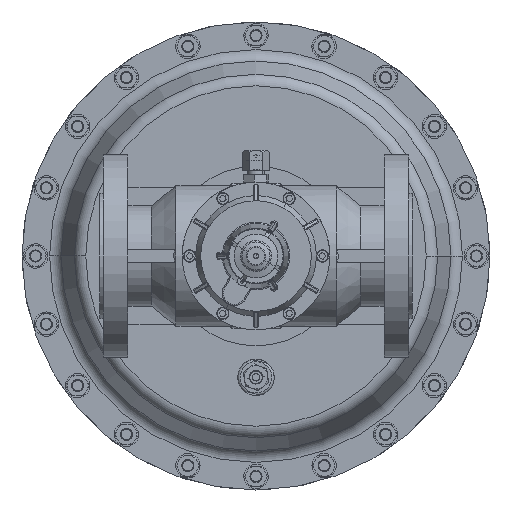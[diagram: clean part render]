
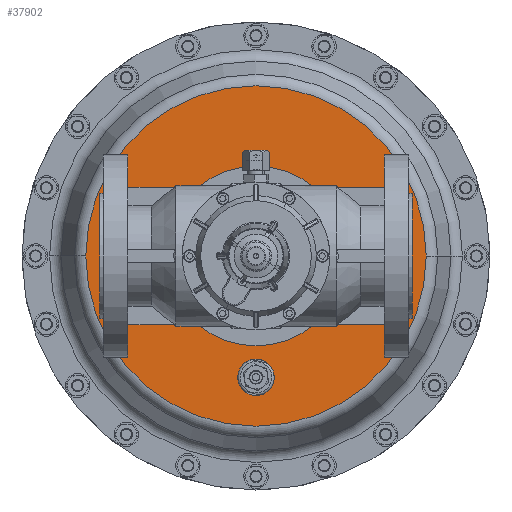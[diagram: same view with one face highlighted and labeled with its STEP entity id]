
A CAD part, front view. The second image highlights one B-rep face of the part: STEP entity #37902.
In plain terms, the highlighted planar face has unit normal (0, -1, 0).
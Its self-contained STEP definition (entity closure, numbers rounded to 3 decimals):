
#1569 = CIRCLE ( 'NONE', #102579, 8.5 ) ;
#8842 = DIRECTION ( 'NONE',  ( 0., -1., 0. ) ) ;
#9085 = DIRECTION ( 'NONE',  ( -1., 0., 0. ) ) ;
#10572 = AXIS2_PLACEMENT_3D ( 'NONE', #117854, #23984, #52125 ) ;
#13804 = DIRECTION ( 'NONE',  ( 1., 0., 0. ) ) ;
#14675 = CIRCLE ( 'NONE', #22591, 138.191 ) ;
#17686 = CIRCLE ( 'NONE', #56752, 138.191 ) ;
#22591 = AXIS2_PLACEMENT_3D ( 'NONE', #63601, #8842, #121108 ) ;
#23984 = DIRECTION ( 'NONE',  ( 0., -1., 0. ) ) ;
#24956 = EDGE_CURVE ( 'NONE', #31709, #40743, #112197, .T. ) ;
#31709 = VERTEX_POINT ( 'NONE', #61377 ) ;
#32214 = AXIS2_PLACEMENT_3D ( 'NONE', #65430, #46202, #9085 ) ;
#33263 = ORIENTED_EDGE ( 'NONE', *, *, #24956, .T. ) ;
#35427 = DIRECTION ( 'NONE',  ( 0., 1., 0. ) ) ;
#35628 = CARTESIAN_POINT ( 'NONE',  ( -5.434, 184.346, 366.958 ) ) ;
#37042 = CARTESIAN_POINT ( 'NONE',  ( -5.434, 184.346, 268.458 ) ) ;
#37902 = ADVANCED_FACE ( 'NONE', ( #54211, #95120, #98057 ), #99866, .T. ) ;
#39686 = EDGE_CURVE ( 'NONE', #40911, #66685, #76218, .T. ) ;
#40743 = VERTEX_POINT ( 'NONE', #109332 ) ;
#40911 = VERTEX_POINT ( 'NONE', #119508 ) ;
#40927 = EDGE_LOOP ( 'NONE', ( #33263, #67859 ) ) ;
#40964 = EDGE_CURVE ( 'NONE', #102941, #47067, #14675, .T. ) ;
#42144 = CARTESIAN_POINT ( 'NONE',  ( -143.625, 184.346, 366.958 ) ) ;
#43317 = CARTESIAN_POINT ( 'NONE',  ( 132.757, 184.346, 366.958 ) ) ;
#45346 = ORIENTED_EDGE ( 'NONE', *, *, #85493, .T. ) ;
#45410 = DIRECTION ( 'NONE',  ( 1., 0., 0. ) ) ;
#46202 = DIRECTION ( 'NONE',  ( 0., 1., 0. ) ) ;
#47067 = VERTEX_POINT ( 'NONE', #43317 ) ;
#52125 = DIRECTION ( 'NONE',  ( -1., 0., 0. ) ) ;
#54158 = DIRECTION ( 'NONE',  ( -1., 0., 0. ) ) ;
#54211 = FACE_BOUND ( 'NONE', #40927, .T. ) ;
#55210 = ORIENTED_EDGE ( 'NONE', *, *, #39686, .T. ) ;
#56752 = AXIS2_PLACEMENT_3D ( 'NONE', #81167, #90945, #54158 ) ;
#61377 = CARTESIAN_POINT ( 'NONE',  ( 3.066, 184.346, 268.458 ) ) ;
#63241 = CARTESIAN_POINT ( 'NONE',  ( -5.434, 184.346, 366.958 ) ) ;
#63601 = CARTESIAN_POINT ( 'NONE',  ( -5.434, 184.346, 366.958 ) ) ;
#65430 = CARTESIAN_POINT ( 'NONE',  ( -5.434, 184.346, 268.458 ) ) ;
#65486 = AXIS2_PLACEMENT_3D ( 'NONE', #35628, #99774, #45410 ) ;
#66685 = VERTEX_POINT ( 'NONE', #84433 ) ;
#67859 = ORIENTED_EDGE ( 'NONE', *, *, #98610, .T. ) ;
#68012 = ORIENTED_EDGE ( 'NONE', *, *, #40964, .T. ) ;
#72202 = CIRCLE ( 'NONE', #109386, 73. ) ;
#76218 = CIRCLE ( 'NONE', #65486, 73. ) ;
#79979 = ORIENTED_EDGE ( 'NONE', *, *, #93878, .T. ) ;
#81167 = CARTESIAN_POINT ( 'NONE',  ( -5.434, 184.346, 366.958 ) ) ;
#84433 = CARTESIAN_POINT ( 'NONE',  ( 67.566, 184.346, 366.958 ) ) ;
#85493 = EDGE_CURVE ( 'NONE', #66685, #40911, #72202, .T. ) ;
#89055 = EDGE_LOOP ( 'NONE', ( #68012, #79979 ) ) ;
#90945 = DIRECTION ( 'NONE',  ( 0., -1., 0. ) ) ;
#93878 = EDGE_CURVE ( 'NONE', #47067, #102941, #17686, .T. ) ;
#95120 = FACE_OUTER_BOUND ( 'NONE', #89055, .T. ) ;
#97360 = EDGE_LOOP ( 'NONE', ( #45346, #55210 ) ) ;
#98057 = FACE_BOUND ( 'NONE', #97360, .T. ) ;
#98610 = EDGE_CURVE ( 'NONE', #40743, #31709, #1569, .T. ) ;
#99774 = DIRECTION ( 'NONE',  ( 0., 1., 0. ) ) ;
#99866 = PLANE ( 'NONE',  #10572 ) ;
#101986 = DIRECTION ( 'NONE',  ( -1., 0., 0. ) ) ;
#102579 = AXIS2_PLACEMENT_3D ( 'NONE', #37042, #119576, #101986 ) ;
#102941 = VERTEX_POINT ( 'NONE', #42144 ) ;
#109332 = CARTESIAN_POINT ( 'NONE',  ( -13.934, 184.346, 268.458 ) ) ;
#109386 = AXIS2_PLACEMENT_3D ( 'NONE', #63241, #35427, #13804 ) ;
#112197 = CIRCLE ( 'NONE', #32214, 8.5 ) ;
#117854 = CARTESIAN_POINT ( 'NONE',  ( -5.434, 184.346, 366.958 ) ) ;
#119508 = CARTESIAN_POINT ( 'NONE',  ( -78.434, 184.346, 366.958 ) ) ;
#119576 = DIRECTION ( 'NONE',  ( 0., 1., 0. ) ) ;
#121108 = DIRECTION ( 'NONE',  ( -1., 0., 0. ) ) ;
